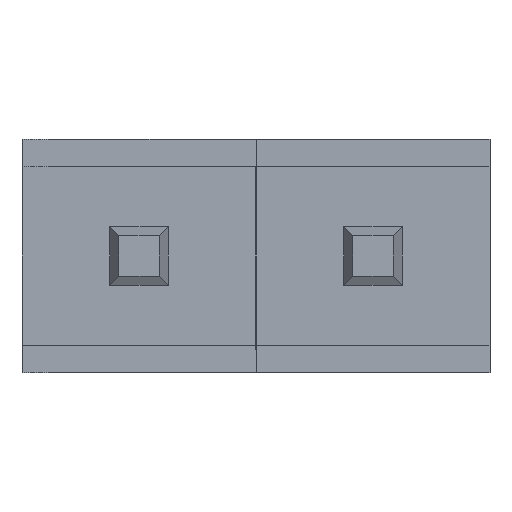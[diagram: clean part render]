
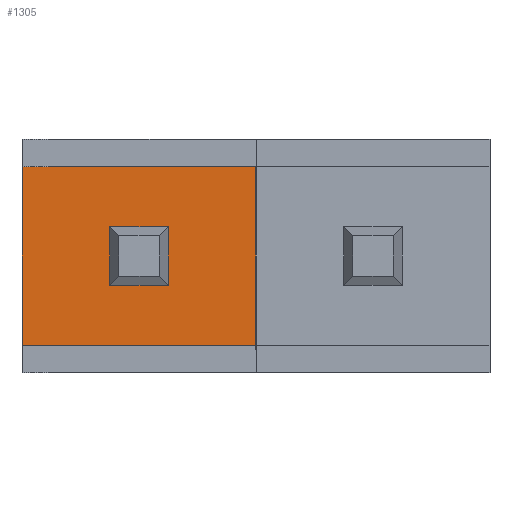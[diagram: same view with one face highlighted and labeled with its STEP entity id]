
A CAD part, front view. The second image highlights one B-rep face of the part: STEP entity #1305.
In plain terms, the highlighted planar face has unit normal (0, -1, 0).
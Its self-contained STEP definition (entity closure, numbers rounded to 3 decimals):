
#41 = CARTESIAN_POINT ( 'NONE',  ( -0.32, -0.97, 0.32 ) ) ;
#52 = DIRECTION ( 'NONE',  ( 0., 0., -1. ) ) ;
#54 = LINE ( 'NONE', #41, #776 ) ;
#64 = DIRECTION ( 'NONE',  ( 0., 0., 1. ) ) ;
#66 = CARTESIAN_POINT ( 'NONE',  ( 0.32, -0.97, 0.32 ) ) ;
#83 = LINE ( 'NONE', #66, #773 ) ;
#110 = CARTESIAN_POINT ( 'NONE',  ( 1.27, -0.97, -0.97 ) ) ;
#124 = CARTESIAN_POINT ( 'NONE',  ( -1.27, -0.97, -0.97 ) ) ;
#133 = CARTESIAN_POINT ( 'NONE',  ( 1.27, -0.97, 0.97 ) ) ;
#196 = CARTESIAN_POINT ( 'NONE',  ( -0.32, -0.97, -0.32 ) ) ;
#199 = CARTESIAN_POINT ( 'NONE',  ( -0.32, -0.97, 0.32 ) ) ;
#211 = EDGE_LOOP ( 'NONE', ( #1006, #1054, #1042, #1007 ) ) ;
#220 = EDGE_LOOP ( 'NONE', ( #1085, #1015, #1048, #1051 ) ) ;
#225 = CARTESIAN_POINT ( 'NONE',  ( 0.32, -0.97, 0.32 ) ) ;
#250 = CARTESIAN_POINT ( 'NONE',  ( 0.32, -0.97, -0.32 ) ) ;
#265 = CARTESIAN_POINT ( 'NONE',  ( -1.27, -0.97, 0.97 ) ) ;
#422 = CARTESIAN_POINT ( 'NONE',  ( -1.27, -0.97, -0.32 ) ) ;
#438 = DIRECTION ( 'NONE',  ( 1., 0., 0. ) ) ;
#445 = LINE ( 'NONE', #422, #883 ) ;
#546 = VECTOR ( 'NONE', #1220, 1000. ) ;
#672 = CARTESIAN_POINT ( 'NONE',  ( -1.27, -0.97, 1.27 ) ) ;
#707 = LINE ( 'NONE', #672, #807 ) ;
#727 = DIRECTION ( 'NONE',  ( 0., 0., -1. ) ) ;
#773 = VECTOR ( 'NONE', #64, 1000. ) ;
#776 = VECTOR ( 'NONE', #52, 1000. ) ;
#801 = VECTOR ( 'NONE', #965, 1000. ) ;
#802 = VECTOR ( 'NONE', #919, 1000. ) ;
#807 = VECTOR ( 'NONE', #727, 1000. ) ;
#821 = CARTESIAN_POINT ( 'NONE',  ( -1.27, -0.97, -0.97 ) ) ;
#837 = DIRECTION ( 'NONE',  ( -1., 0., 0. ) ) ;
#840 = PLANE ( 'NONE',  #894 ) ;
#841 = DIRECTION ( 'NONE',  ( -1., 0., 0. ) ) ;
#842 = DIRECTION ( 'NONE',  ( 0., 1., 0. ) ) ;
#845 = CARTESIAN_POINT ( 'NONE',  ( -1.27, -0.97, 0.97 ) ) ;
#848 = LINE ( 'NONE', #821, #887 ) ;
#875 = FACE_OUTER_BOUND ( 'NONE', #211, .T. ) ;
#883 = VECTOR ( 'NONE', #438, 1000. ) ;
#887 = VECTOR ( 'NONE', #837, 1000. ) ;
#891 = FACE_BOUND ( 'NONE', #220, .T. ) ;
#894 = AXIS2_PLACEMENT_3D ( 'NONE', #845, #842, #841 ) ;
#909 = CARTESIAN_POINT ( 'NONE',  ( 1.27, -0.97, 1.27 ) ) ;
#919 = DIRECTION ( 'NONE',  ( -1., 0., 0. ) ) ;
#928 = LINE ( 'NONE', #956, #802 ) ;
#933 = LINE ( 'NONE', #909, #801 ) ;
#956 = CARTESIAN_POINT ( 'NONE',  ( -1.27, -0.97, 0.97 ) ) ;
#965 = DIRECTION ( 'NONE',  ( 0., 0., 1. ) ) ;
#969 = VERTEX_POINT ( 'NONE', #196 ) ;
#977 = VERTEX_POINT ( 'NONE', #199 ) ;
#987 = VERTEX_POINT ( 'NONE', #250 ) ;
#992 = VERTEX_POINT ( 'NONE', #265 ) ;
#993 = VERTEX_POINT ( 'NONE', #225 ) ;
#1006 = ORIENTED_EDGE ( 'NONE', *, *, #1394, .T. ) ;
#1007 = ORIENTED_EDGE ( 'NONE', *, *, #1393, .T. ) ;
#1015 = ORIENTED_EDGE ( 'NONE', *, *, #1314, .F. ) ;
#1042 = ORIENTED_EDGE ( 'NONE', *, *, #1303, .F. ) ;
#1048 = ORIENTED_EDGE ( 'NONE', *, *, #1365, .F. ) ;
#1051 = ORIENTED_EDGE ( 'NONE', *, *, #1301, .F. ) ;
#1054 = ORIENTED_EDGE ( 'NONE', *, *, #1399, .T. ) ;
#1085 = ORIENTED_EDGE ( 'NONE', *, *, #1368, .F. ) ;
#1087 = VERTEX_POINT ( 'NONE', #133 ) ;
#1091 = VERTEX_POINT ( 'NONE', #124 ) ;
#1111 = VERTEX_POINT ( 'NONE', #110 ) ;
#1220 = DIRECTION ( 'NONE',  ( -1., 0., 0. ) ) ;
#1227 = CARTESIAN_POINT ( 'NONE',  ( -0.32, -0.97, 0.32 ) ) ;
#1231 = LINE ( 'NONE', #1227, #546 ) ;
#1301 = EDGE_CURVE ( 'NONE', #969, #987, #445, .T. ) ;
#1303 = EDGE_CURVE ( 'NONE', #1111, #1091, #848, .T. ) ;
#1305 = ADVANCED_FACE ( 'NONE', ( #875, #891 ), #840, .F. ) ;
#1314 = EDGE_CURVE ( 'NONE', #993, #977, #1231, .T. ) ;
#1365 = EDGE_CURVE ( 'NONE', #987, #993, #83, .T. ) ;
#1368 = EDGE_CURVE ( 'NONE', #977, #969, #54, .T. ) ;
#1393 = EDGE_CURVE ( 'NONE', #1111, #1087, #933, .T. ) ;
#1394 = EDGE_CURVE ( 'NONE', #1087, #992, #928, .T. ) ;
#1399 = EDGE_CURVE ( 'NONE', #992, #1091, #707, .T. ) ;
